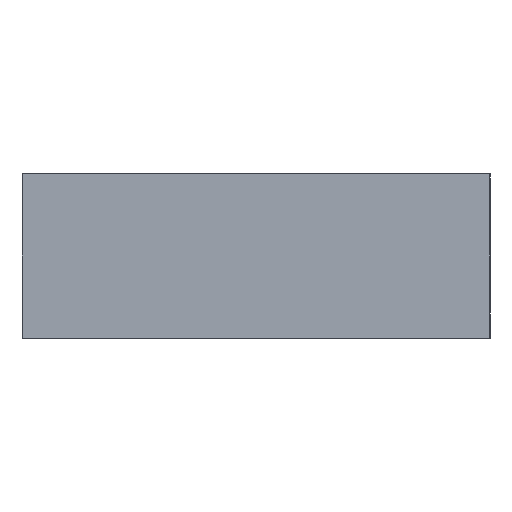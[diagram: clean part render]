
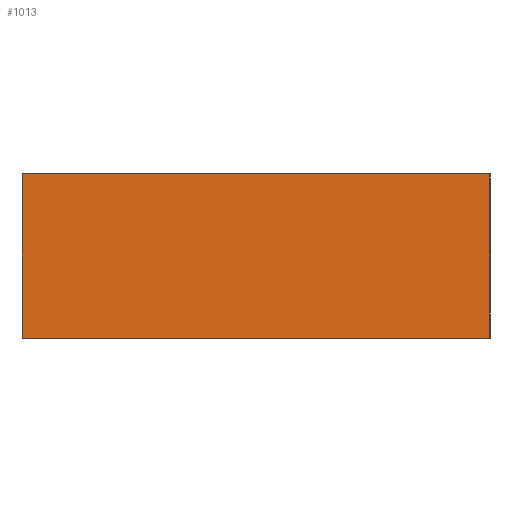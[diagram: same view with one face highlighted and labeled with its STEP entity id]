
A CAD part, left-side view. The second image highlights one B-rep face of the part: STEP entity #1013.
In plain terms, the highlighted planar face has unit normal (-1, 0, 0).
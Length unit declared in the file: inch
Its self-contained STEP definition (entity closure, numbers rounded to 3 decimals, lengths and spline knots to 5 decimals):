
#15 = EDGE_CURVE ( 'NONE', #827, #89, #275, .T. ) ;
#30 = DIRECTION ( 'NONE',  ( 0., 0., 1. ) ) ;
#33 = CARTESIAN_POINT ( 'NONE',  ( -0.9252, -0.44291, 0. ) ) ;
#53 = VECTOR ( 'NONE', #527, 39.37008 ) ;
#56 = EDGE_CURVE ( 'NONE', #387, #229, #767, .T. ) ;
#57 = PLANE ( 'NONE',  #666 ) ;
#77 = FACE_OUTER_BOUND ( 'NONE', #791, .T. ) ;
#89 = VERTEX_POINT ( 'NONE', #1027 ) ;
#133 = CARTESIAN_POINT ( 'NONE',  ( -0.9252, -0.44291, 0.31102 ) ) ;
#157 = ORIENTED_EDGE ( 'NONE', *, *, #56, .F. ) ;
#182 = ORIENTED_EDGE ( 'NONE', *, *, #15, .T. ) ;
#227 = CARTESIAN_POINT ( 'NONE',  ( -0.9252, 0.44291, 0.31102 ) ) ;
#229 = VERTEX_POINT ( 'NONE', #133 ) ;
#275 = LINE ( 'NONE', #33, #53 ) ;
#278 = VECTOR ( 'NONE', #30, 39.37008 ) ;
#286 = VECTOR ( 'NONE', #1061, 39.37008 ) ;
#322 = CARTESIAN_POINT ( 'NONE',  ( -0.9252, 0.44291, 0. ) ) ;
#387 = VERTEX_POINT ( 'NONE', #408 ) ;
#408 = CARTESIAN_POINT ( 'NONE',  ( -0.9252, 0.44291, 0.31102 ) ) ;
#527 = DIRECTION ( 'NONE',  ( 0., -1., 0. ) ) ;
#542 = CARTESIAN_POINT ( 'NONE',  ( -0.9252, 0.44291, 0.31102 ) ) ;
#584 = LINE ( 'NONE', #1056, #286 ) ;
#594 = EDGE_CURVE ( 'NONE', #89, #229, #987, .T. ) ;
#666 = AXIS2_PLACEMENT_3D ( 'NONE', #227, #970, #966 ) ;
#767 = LINE ( 'NONE', #542, #986 ) ;
#781 = EDGE_CURVE ( 'NONE', #827, #387, #584, .T. ) ;
#791 = EDGE_LOOP ( 'NONE', ( #182, #950, #157, #923 ) ) ;
#827 = VERTEX_POINT ( 'NONE', #322 ) ;
#873 = DIRECTION ( 'NONE',  ( 0., -1., 0. ) ) ;
#923 = ORIENTED_EDGE ( 'NONE', *, *, #781, .F. ) ;
#950 = ORIENTED_EDGE ( 'NONE', *, *, #594, .T. ) ;
#966 = DIRECTION ( 'NONE',  ( 0., 0., -1. ) ) ;
#970 = DIRECTION ( 'NONE',  ( 1., 0., 0. ) ) ;
#986 = VECTOR ( 'NONE', #873, 39.37008 ) ;
#987 = LINE ( 'NONE', #1014, #278 ) ;
#1013 = ADVANCED_FACE ( 'NONE', ( #77 ), #57, .F. ) ;
#1014 = CARTESIAN_POINT ( 'NONE',  ( -0.9252, -0.44291, 0.31102 ) ) ;
#1027 = CARTESIAN_POINT ( 'NONE',  ( -0.9252, -0.44291, 0. ) ) ;
#1056 = CARTESIAN_POINT ( 'NONE',  ( -0.9252, 0.44291, 0.31102 ) ) ;
#1061 = DIRECTION ( 'NONE',  ( 0., 0., 1. ) ) ;
